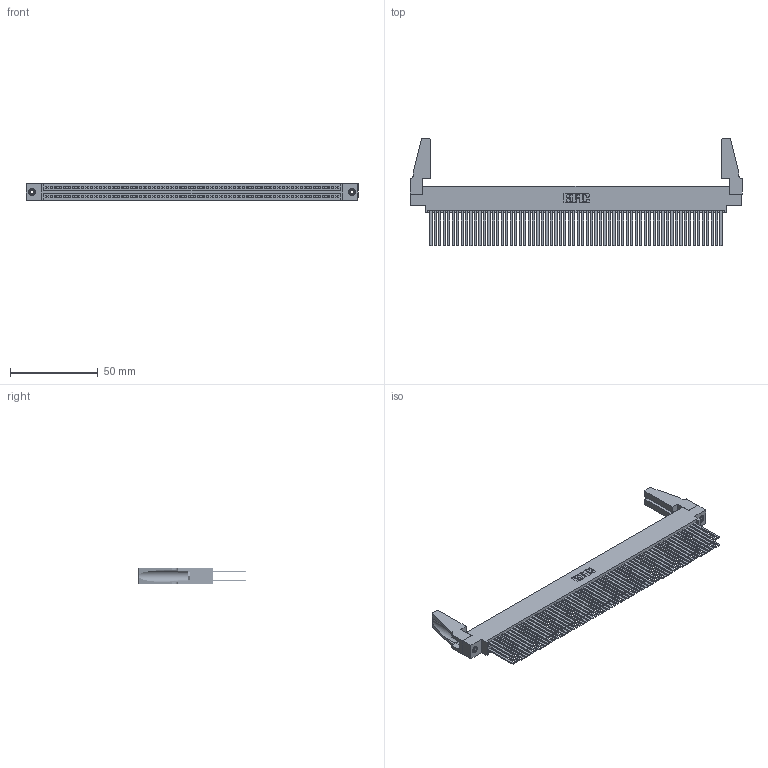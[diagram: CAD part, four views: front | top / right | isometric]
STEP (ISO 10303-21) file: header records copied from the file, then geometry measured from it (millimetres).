
FILE_DESCRIPTION (( 'STEP AP203' ), '1' );
FILE_NAME ('345-132-544-888.STEP', '2019-11-07T22:03:07', ( '' ), ( '' ), 'SwSTEP 2.0', 'SolidWorks 2016', '' );
FILE_SCHEMA (( 'CONFIG_CONTROL_DESIGN' ));
Length unit declared in the file: inch
Products named in the file (5): 345-292-001_345-293-144; 345-132-544-888; 345-250-001_345-250-001-102; 345 Part_0.170 Offset - 0.156 Dia-TH; 345-220-078_345-220-088
Assembly tree (137 placements, depth 2):
  345-132-544-888
    345 Part_0.170 Offset - 0.156 Dia-TH
    345-292-001_345-293-144  x132
    345-250-001_345-250-001-102  x2
    345-220-078_345-220-088  x2
Bounding box: 188.87 x 61.14 x 9.4 mm (x, y, z)
Volume: 23559.7 mm3; surface area: 39171.3 mm2
Topology: 137 solids, 137 shells, 6062 faces, 17959 edges, 11786 vertices
Faces by surface type: plane 3984, cylinder 2062, cone 12, torus 4
Entity records: 50650 total; most frequent: CARTESIAN_POINT 8462, ORIENTED_EDGE 8356, DIRECTION 7434, EDGE_CURVE 4178, VECTOR 3744, LINE 3744, VERTEX_POINT 2778, AXIS2_PLACEMENT_3D 1845
